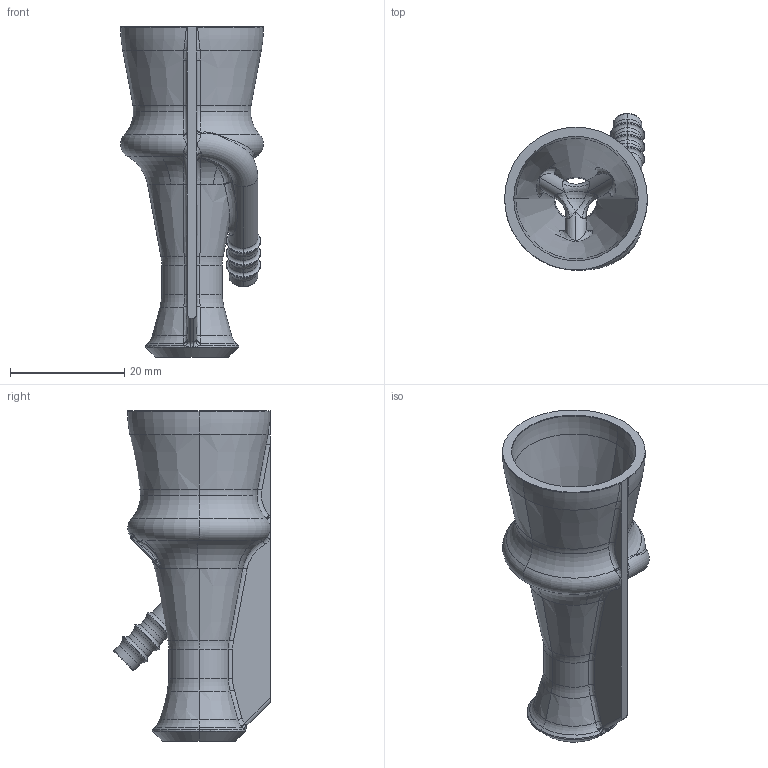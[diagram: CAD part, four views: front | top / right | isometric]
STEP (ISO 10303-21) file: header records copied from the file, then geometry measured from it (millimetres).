
FILE_DESCRIPTION (( 'STEP AP203' ), '1' );
FILE_NAME ('Respirator-free reanimation Venturi''s valve (rev. 4) FiO2-37 Body.STEP', '2020-03-23T08:43:06', ( '' ), ( '' ), 'SwSTEP 2.0', 'SolidWorks 2018', '' );
FILE_SCHEMA (( 'CONFIG_CONTROL_DESIGN' ));
Length unit declared in the file: millimetre
Products named in the file (1): Respirator-free reanimation Venturi''s valve (rev. 4) FiO2-37  Body
Bounding box: 25 x 27.46 x 57.89 mm (x, y, z)
Volume: 5990.7 mm3; surface area: 8291.9 mm2
Topology: 1 solids, 1 shells, 587 faces, 1475 edges, 890 vertices
Faces by surface type: bspline 273, plane 128, torus 96, cylinder 54, cone 30, sphere 6
Entity records: 33656 total; most frequent: CARTESIAN_POINT 21628, ORIENTED_EDGE 2916, DIRECTION 1853, EDGE_CURVE 1458, VERTEX_POINT 890, AXIS2_PLACEMENT_3D 689, EDGE_LOOP 618, ADVANCED_FACE 587
